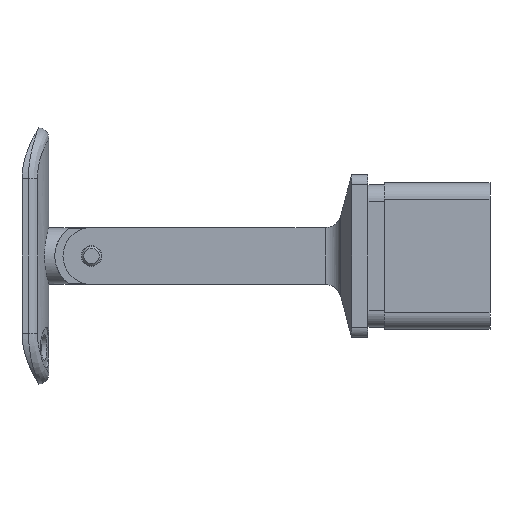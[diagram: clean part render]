
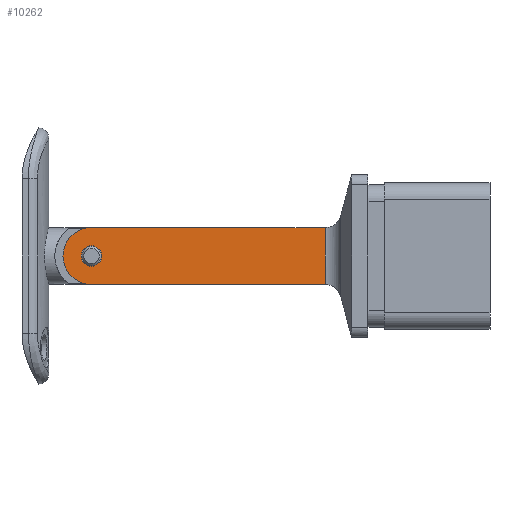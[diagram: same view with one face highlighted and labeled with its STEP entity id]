
A CAD part, left-side view. The second image highlights one B-rep face of the part: STEP entity #10262.
In plain terms, the highlighted planar face has unit normal (-1, 0, 0).
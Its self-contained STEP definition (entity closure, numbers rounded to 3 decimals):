
#96 = DIRECTION ( 'NONE',  ( 0., -1., 0. ) ) ;
#150 = DIRECTION ( 'NONE',  ( 0., 0., 1. ) ) ;
#648 = LINE ( 'NONE', #7170, #15836 ) ;
#869 = CARTESIAN_POINT ( 'NONE',  ( -7., 68., -7. ) ) ;
#946 = ORIENTED_EDGE ( 'NONE', *, *, #10020, .T. ) ;
#976 = CARTESIAN_POINT ( 'NONE',  ( -7., 10.553, 7. ) ) ;
#1326 = VECTOR ( 'NONE', #96, 1000. ) ;
#1612 = ORIENTED_EDGE ( 'NONE', *, *, #2029, .T. ) ;
#2029 = EDGE_CURVE ( 'NONE', #13578, #9094, #12694, .T. ) ;
#2249 = DIRECTION ( 'NONE',  ( -1., 0., 0. ) ) ;
#2272 = VERTEX_POINT ( 'NONE', #11596 ) ;
#3339 = ORIENTED_EDGE ( 'NONE', *, *, #8146, .F. ) ;
#3374 = AXIS2_PLACEMENT_3D ( 'NONE', #7791, #2249, #3590 ) ;
#3546 = ORIENTED_EDGE ( 'NONE', *, *, #16806, .F. ) ;
#3559 = DIRECTION ( 'NONE',  ( -1., 0., 0. ) ) ;
#3590 = DIRECTION ( 'NONE',  ( 0., 0., 1. ) ) ;
#3627 = DIRECTION ( 'NONE',  ( 0., 0., 1. ) ) ;
#3806 = LINE ( 'NONE', #10778, #1326 ) ;
#3981 = ORIENTED_EDGE ( 'NONE', *, *, #13347, .T. ) ;
#4282 = EDGE_CURVE ( 'NONE', #7803, #2272, #11958, .T. ) ;
#4906 = EDGE_LOOP ( 'NONE', ( #3546 ) ) ;
#5016 = DIRECTION ( 'NONE',  ( 0., 0., 1. ) ) ;
#5145 = CARTESIAN_POINT ( 'NONE',  ( -7., 68., 2.5 ) ) ;
#5161 = DIRECTION ( 'NONE',  ( -1., 0., 0. ) ) ;
#5764 = CARTESIAN_POINT ( 'NONE',  ( -7., 10.553, -7. ) ) ;
#6314 = VECTOR ( 'NONE', #3627, 1000. ) ;
#6693 = DIRECTION ( 'NONE',  ( -1., 0., 0. ) ) ;
#7170 = CARTESIAN_POINT ( 'NONE',  ( -7., 75., 7. ) ) ;
#7243 = CARTESIAN_POINT ( 'NONE',  ( -7., 75., 0. ) ) ;
#7791 = CARTESIAN_POINT ( 'NONE',  ( -7., 75., 7. ) ) ;
#7803 = VERTEX_POINT ( 'NONE', #5764 ) ;
#8146 = EDGE_CURVE ( 'NONE', #13578, #2272, #648, .T. ) ;
#8170 = CARTESIAN_POINT ( 'NONE',  ( -7., 68., 0. ) ) ;
#8240 = FACE_BOUND ( 'NONE', #4906, .T. ) ;
#9094 = VERTEX_POINT ( 'NONE', #7243 ) ;
#9959 = CARTESIAN_POINT ( 'NONE',  ( -7., 68., 7. ) ) ;
#10020 = EDGE_CURVE ( 'NONE', #9094, #14937, #14887, .T. ) ;
#10200 = CIRCLE ( 'NONE', #14956, 2.5 ) ;
#10262 = ADVANCED_FACE ( 'NONE', ( #8240, #14030 ), #14479, .T. ) ;
#10778 = CARTESIAN_POINT ( 'NONE',  ( -7., 75., -7. ) ) ;
#11138 = DIRECTION ( 'NONE',  ( 0., -1., 0. ) ) ;
#11596 = CARTESIAN_POINT ( 'NONE',  ( -7., 10.553, 7. ) ) ;
#11958 = LINE ( 'NONE', #976, #6314 ) ;
#12026 = VERTEX_POINT ( 'NONE', #5145 ) ;
#12373 = AXIS2_PLACEMENT_3D ( 'NONE', #8170, #6693, #150 ) ;
#12694 = CIRCLE ( 'NONE', #12373, 7. ) ;
#13347 = EDGE_CURVE ( 'NONE', #14937, #7803, #3806, .T. ) ;
#13578 = VERTEX_POINT ( 'NONE', #9959 ) ;
#14030 = FACE_OUTER_BOUND ( 'NONE', #14532, .T. ) ;
#14082 = AXIS2_PLACEMENT_3D ( 'NONE', #16781, #3559, #5016 ) ;
#14479 = PLANE ( 'NONE',  #3374 ) ;
#14480 = DIRECTION ( 'NONE',  ( 0., 0., 1. ) ) ;
#14532 = EDGE_LOOP ( 'NONE', ( #3981, #15437, #3339, #1612, #946 ) ) ;
#14539 = CARTESIAN_POINT ( 'NONE',  ( -7., 68., 0. ) ) ;
#14887 = CIRCLE ( 'NONE', #14082, 7. ) ;
#14937 = VERTEX_POINT ( 'NONE', #869 ) ;
#14956 = AXIS2_PLACEMENT_3D ( 'NONE', #14539, #5161, #14480 ) ;
#15437 = ORIENTED_EDGE ( 'NONE', *, *, #4282, .T. ) ;
#15836 = VECTOR ( 'NONE', #11138, 1000. ) ;
#16781 = CARTESIAN_POINT ( 'NONE',  ( -7., 68., 0. ) ) ;
#16806 = EDGE_CURVE ( 'NONE', #12026, #12026, #10200, .T. ) ;
